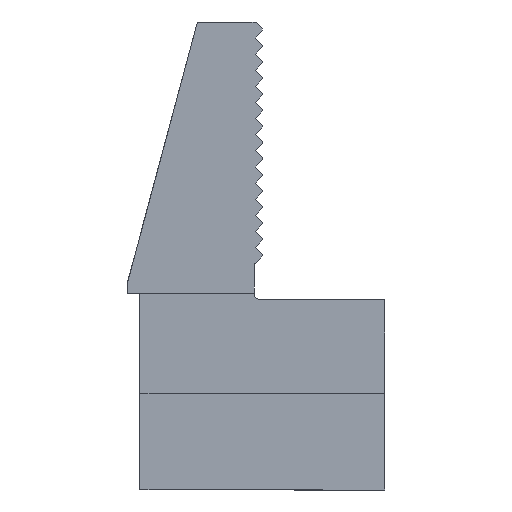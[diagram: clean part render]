
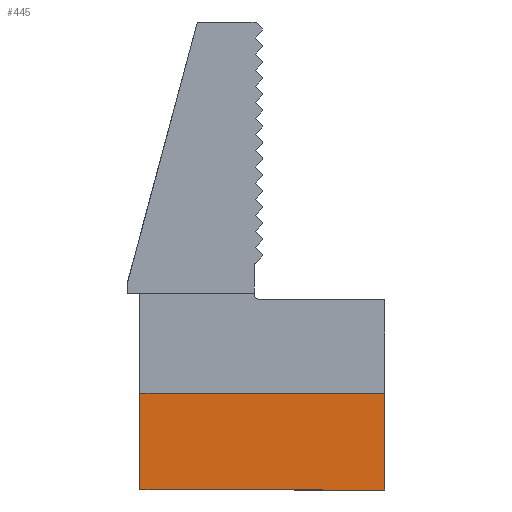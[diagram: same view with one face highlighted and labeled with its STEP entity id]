
A CAD part, left-side view. The second image highlights one B-rep face of the part: STEP entity #445.
In plain terms, the highlighted face is planar.
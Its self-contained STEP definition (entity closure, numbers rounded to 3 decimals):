
#445 = ADVANCED_FACE( '', ( #971 ), #972, .F. );
#971 = FACE_OUTER_BOUND( '', #1610, .T. );
#972 = PLANE( '', #1611 );
#1610 = EDGE_LOOP( '', ( #2609, #2610, #2611, #2612 ) );
#1611 = AXIS2_PLACEMENT_3D( '', #2613, #2614, #2615 );
#2609 = ORIENTED_EDGE( '', *, *, #3675, .T. );
#2610 = ORIENTED_EDGE( '', *, *, #3505, .F. );
#2611 = ORIENTED_EDGE( '', *, *, #3676, .F. );
#2612 = ORIENTED_EDGE( '', *, *, #3500, .T. );
#2613 = CARTESIAN_POINT( '', ( 28., -19., 15. ) );
#2614 = DIRECTION( '', ( -1., 0., 0. ) );
#2615 = DIRECTION( '', ( 0., 0., 1. ) );
#3500 = EDGE_CURVE( '', #4132, #4130, #4133, .T. );
#3505 = EDGE_CURVE( '', #4138, #4136, #4140, .T. );
#3675 = EDGE_CURVE( '', #4130, #4136, #4406, .T. );
#3676 = EDGE_CURVE( '', #4132, #4138, #4407, .T. );
#4130 = VERTEX_POINT( '', #4983 );
#4132 = VERTEX_POINT( '', #4986 );
#4133 = LINE( '', #4987, #4988 );
#4136 = VERTEX_POINT( '', #4992 );
#4138 = VERTEX_POINT( '', #4995 );
#4140 = LINE( '', #4998, #4999 );
#4406 = LINE( '', #5344, #5345 );
#4407 = LINE( '', #5346, #5347 );
#4983 = CARTESIAN_POINT( '', ( 28., -19., 0. ) );
#4986 = CARTESIAN_POINT( '', ( 28., -19., 15. ) );
#4987 = CARTESIAN_POINT( '', ( 28., -19., 15. ) );
#4988 = VECTOR( '', #5834, 1000. );
#4992 = CARTESIAN_POINT( '', ( 28., 19., 0. ) );
#4995 = CARTESIAN_POINT( '', ( 28., 19., 15. ) );
#4998 = CARTESIAN_POINT( '', ( 28., 19., 15. ) );
#4999 = VECTOR( '', #5838, 1000. );
#5344 = CARTESIAN_POINT( '', ( 28., -19., 0. ) );
#5345 = VECTOR( '', #6059, 1000. );
#5346 = CARTESIAN_POINT( '', ( 28., -19., 15. ) );
#5347 = VECTOR( '', #6060, 1000. );
#5834 = DIRECTION( '', ( 0., 0., -1. ) );
#5838 = DIRECTION( '', ( 0., 0., -1. ) );
#6059 = DIRECTION( '', ( 0., 1., 0. ) );
#6060 = DIRECTION( '', ( 0., 1., 0. ) );
